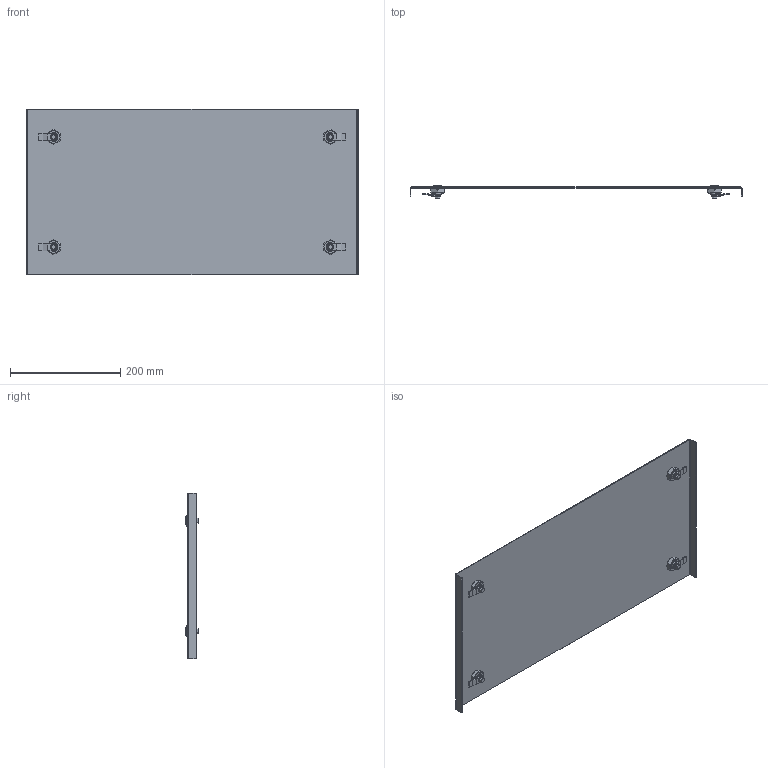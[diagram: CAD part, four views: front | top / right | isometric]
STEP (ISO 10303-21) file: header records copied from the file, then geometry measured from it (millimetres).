
FILE_DESCRIPTION (( 'STEP AP203' ), '1' );
FILE_NAME ('UKF306.STEP', '2015-04-02T08:22:45', ( '' ), ( '' ), 'SwSTEP 2.0', 'SolidWorks 2014', '' );
FILE_SCHEMA (( 'CONFIG_CONTROL_DESIGN' ));
Length unit declared in the file: millimetre
Products named in the file (8): êðûøêà  ñ ôèêñàòîðîì L-300 1,5_600; âòóëêà íàðóæíÿÿ; âòóëêà âíóòðÿíÿÿ; hex flange bolt_din_DIN 6921 - M5 x 10 x 10-C; Hex Nut 5929_gost_ƒ ©ª  M16 ƒŽ‘’ 5929-70; 瀁僿鳻; 鐓膲僗闉; UKF306
Assembly tree (10 placements, depth 3):
  UKF306
    êðûøêà  ñ ôèêñàòîðîì L-300 1,5_600
    鐓膲僗闉  x4
      âòóëêà íàðóæíÿÿ
      âòóëêà âíóòðÿíÿÿ
      hex flange bolt_din_DIN 6921 - M5 x 10 x 10-C
      Hex Nut 5929_gost_ƒ ©ª  M16 ƒŽ‘’ 5929-70
      瀁僿鳻
Bounding box: 603 x 25 x 300 mm (x, y, z)
Volume: 308260.5 mm3; surface area: 403128.8 mm2
Topology: 21 solids, 21 shells, 558 faces, 1248 edges, 768 vertices
Faces by surface type: plane 318, cylinder 144, cone 64, bspline 24, torus 8
Entity records: 6412 total; most frequent: CARTESIAN_POINT 1271, DIRECTION 906, ORIENTED_EDGE 852, EDGE_CURVE 426, AXIS2_PLACEMENT_3D 333, VERTEX_POINT 264, VECTOR 240, LINE 240
